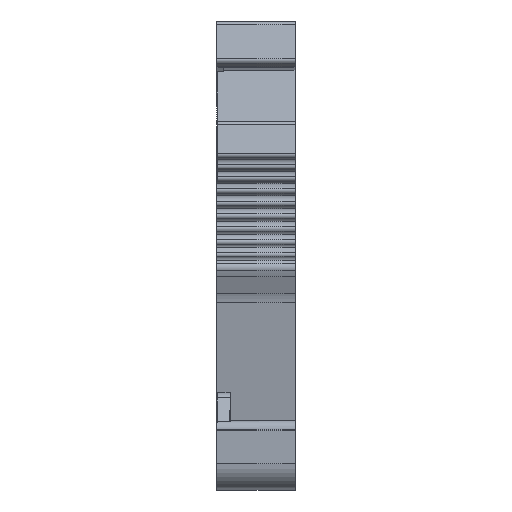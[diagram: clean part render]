
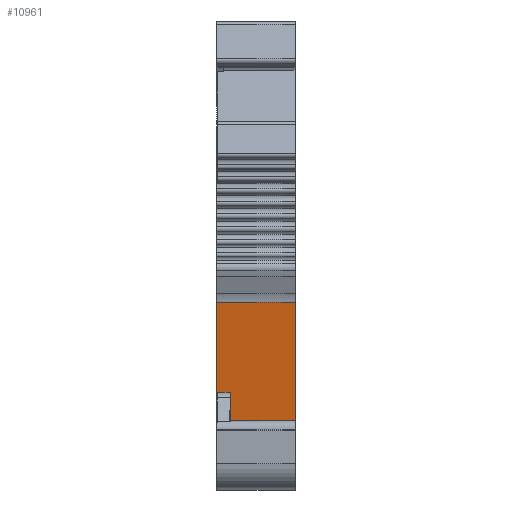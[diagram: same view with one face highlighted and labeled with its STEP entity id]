
A CAD part, left-side view. The second image highlights one B-rep face of the part: STEP entity #10961.
In plain terms, the highlighted planar face has unit normal (-0.986, 0, -0.168).
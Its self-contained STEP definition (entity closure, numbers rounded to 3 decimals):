
#1654=ORIENTED_EDGE('',*,*,#3702,.T.);
#1655=ORIENTED_EDGE('',*,*,#3389,.T.);
#1656=ORIENTED_EDGE('',*,*,#3338,.F.);
#1657=ORIENTED_EDGE('',*,*,#3701,.T.);
#1658=ORIENTED_EDGE('',*,*,#3190,.T.);
#1659=ORIENTED_EDGE('',*,*,#3703,.F.);
#3190=EDGE_CURVE('',#4402,#4401,#5114,.T.);
#3338=EDGE_CURVE('',#4536,#4537,#5193,.T.);
#3389=EDGE_CURVE('',#4580,#4537,#5221,.F.);
#3701=EDGE_CURVE('',#4536,#4402,#5452,.T.);
#3702=EDGE_CURVE('',#4731,#4580,#5453,.T.);
#3703=EDGE_CURVE('',#4731,#4401,#5454,.T.);
#4401=VERTEX_POINT('',#14697);
#4402=VERTEX_POINT('',#14699);
#4536=VERTEX_POINT('',#15034);
#4537=VERTEX_POINT('',#15035);
#4580=VERTEX_POINT('',#15163);
#4731=VERTEX_POINT('',#15785);
#5114=LINE('',#14698,#5939);
#5193=LINE('',#15033,#6018);
#5221=LINE('',#15162,#6046);
#5452=LINE('',#15782,#6277);
#5453=LINE('',#15784,#6278);
#5454=LINE('',#15786,#6279);
#5939=VECTOR('',#12251,1000.);
#6018=VECTOR('',#12490,1000.);
#6046=VECTOR('',#12574,1000.);
#6277=VECTOR('',#13281,1000.);
#6278=VECTOR('',#13284,1000.);
#6279=VECTOR('',#13285,1000.);
#6879=EDGE_LOOP('',(#1654,#1655,#1656,#1657,#1658,#1659));
#7311=FACE_BOUND('',#6879,.T.);
#7644=PLANE('',#11640);
#10961=ADVANCED_FACE('',(#7311),#7644,.T.);
#11640=AXIS2_PLACEMENT_3D('',#15783,#13282,#13283);
#12251=DIRECTION('',(-0.168,0.,0.986));
#12490=DIRECTION('',(-0.168,0.,0.986));
#12574=DIRECTION('',(0.,1.,0.));
#13281=DIRECTION('',(0.,-1.,0.));
#13282=DIRECTION('',(-0.986,0.,-0.168));
#13283=DIRECTION('',(-0.168,0.,0.986));
#13284=DIRECTION('',(0.168,0.,-0.986));
#13285=DIRECTION('',(0.,-1.,0.));
#14697=CARTESIAN_POINT('',(-25.835,-2.7,-3.457));
#14698=CARTESIAN_POINT('',(-25.875,-2.7,-3.221));
#14699=CARTESIAN_POINT('',(-23.844,-2.7,-15.144));
#15033=CARTESIAN_POINT('',(-24.612,2.3,-10.634));
#15034=CARTESIAN_POINT('',(-23.844,2.3,-15.144));
#15035=CARTESIAN_POINT('',(-24.656,2.3,-10.38));
#15162=CARTESIAN_POINT('',(-24.656,62.477,-10.38));
#15163=CARTESIAN_POINT('',(-24.656,3.3,-10.38));
#15782=CARTESIAN_POINT('',(-23.844,62.477,-15.144));
#15783=CARTESIAN_POINT('',(-25.875,62.477,-3.221));
#15784=CARTESIAN_POINT('',(-25.875,3.3,-3.221));
#15785=CARTESIAN_POINT('',(-25.835,3.3,-3.457));
#15786=CARTESIAN_POINT('',(-25.835,62.477,-3.457));
